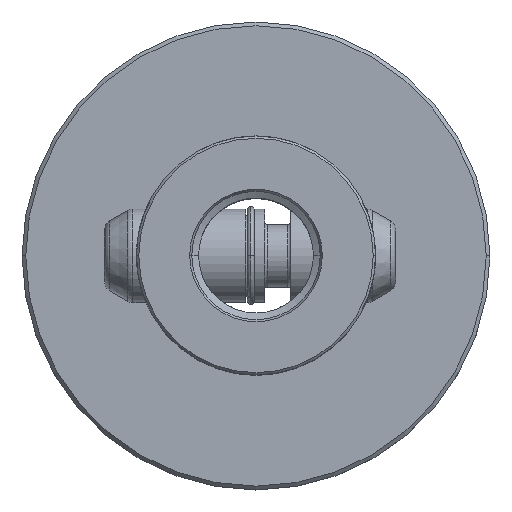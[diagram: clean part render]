
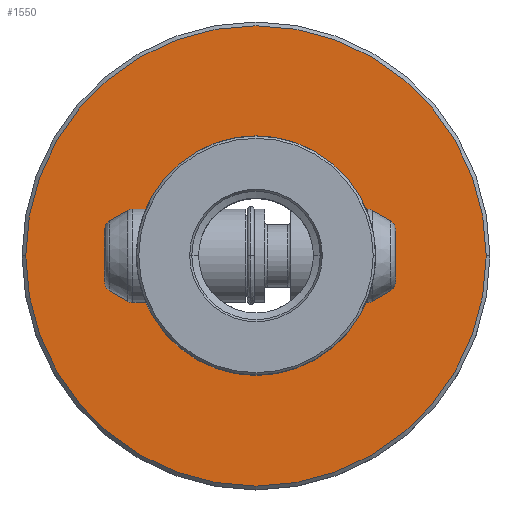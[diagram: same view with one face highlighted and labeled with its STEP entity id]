
A CAD part, top view. The second image highlights one B-rep face of the part: STEP entity #1550.
In plain terms, the highlighted planar face has unit normal (0, 0, 1).
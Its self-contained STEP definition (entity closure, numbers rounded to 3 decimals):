
#1550=ADVANCED_FACE('NONE',(#3329,#3330),#3331,.F.);
#1590=EDGE_CURVE('NONE',#1644,#1910,#3378,.T.);
#1604=VERTEX_POINT('NONE',#3394);
#1634=EDGE_CURVE('NONE',#1604,#2136,#3429,.T.);
#1644=VERTEX_POINT('NONE',#3441);
#1676=EDGE_CURVE('NONE',#1910,#1644,#3481,.T.);
#1910=VERTEX_POINT('NONE',#3738);
#2136=VERTEX_POINT('NONE',#3995);
#2354=EDGE_CURVE('NONE',#2136,#1604,#4230,.T.);
#3329=FACE_OUTER_BOUND('',#5827,.T.);
#3330=FACE_BOUND('',#5828,.T.);
#3331=PLANE('',#5829);
#3378=CIRCLE('',#5893,44.275);
#3394=CARTESIAN_POINT('',(-22.467,0.,0.0));
#3429=CIRCLE('',#6013,22.467);
#3441=CARTESIAN_POINT('',(44.275,0.,0.0));
#3481=CIRCLE('',#6123,44.275);
#3738=CARTESIAN_POINT('',(-44.275,0.,0.0));
#3995=CARTESIAN_POINT('',(22.467,0.,0.0));
#4230=CIRCLE('',#7441,22.467);
#5827=EDGE_LOOP('',(#8855,#8856));
#5828=EDGE_LOOP('',(#8857,#8858));
#5829=AXIS2_PLACEMENT_3D('',#8859,#8860,#8861);
#5893=AXIS2_PLACEMENT_3D('',#8938,#8939,#8940);
#6013=AXIS2_PLACEMENT_3D('',#9011,#9012,#9013);
#6123=AXIS2_PLACEMENT_3D('',#9104,#9105,#9106);
#7441=AXIS2_PLACEMENT_3D('',#10021,#10022,#10023);
#8855=ORIENTED_EDGE('',*,*,#1676,.T.);
#8856=ORIENTED_EDGE('',*,*,#1590,.T.);
#8857=ORIENTED_EDGE('',*,*,#2354,.T.);
#8858=ORIENTED_EDGE('',*,*,#1634,.T.);
#8859=CARTESIAN_POINT('',(0.0,0.0,0.0));
#8860=DIRECTION('',(0.0,0.0,-1.0));
#8861=DIRECTION('',(-1.0,0.0,0.0));
#8938=CARTESIAN_POINT('',(0.0,0.0,0.0));
#8939=DIRECTION('',(0.0,-0.0,1.0));
#8940=DIRECTION('',(0.0,1.0,0.0));
#9011=CARTESIAN_POINT('',(0.0,0.0,0.0));
#9012=DIRECTION('',(0.0,0.0,-1.0));
#9013=DIRECTION('',(0.0,1.0,0.0));
#9104=CARTESIAN_POINT('',(0.0,0.0,0.0));
#9105=DIRECTION('',(0.0,-0.0,1.0));
#9106=DIRECTION('',(0.0,1.0,0.0));
#10021=CARTESIAN_POINT('',(0.0,0.0,0.0));
#10022=DIRECTION('',(0.0,0.0,-1.0));
#10023=DIRECTION('',(0.0,1.0,0.0));
